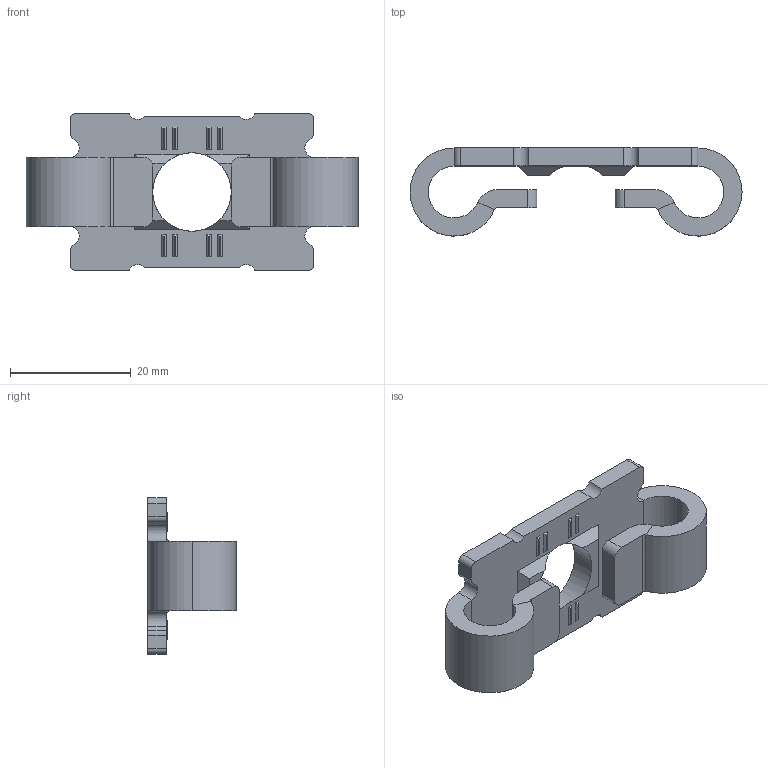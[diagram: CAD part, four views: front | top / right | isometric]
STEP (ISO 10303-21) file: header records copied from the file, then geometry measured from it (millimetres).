
FILE_DESCRIPTION (( 'STEP AP214' ), '1' );
FILE_NAME ('092040n12.STEP', '2014-08-21T10:10:13', ( '' ), ( '' ), 'SwSTEP 2.0', 'SolidWorks 2014', '' );
FILE_SCHEMA (( 'AUTOMOTIVE_DESIGN' ));
Length unit declared in the file: millimetre
Products named in the file (1): 092040n12
Bounding box: 55 x 14.6 x 26 mm (x, y, z)
Volume: 4965.3 mm3; surface area: 4332.8 mm2
Topology: 1 solids, 1 shells, 117 faces, 302 edges, 196 vertices
Faces by surface type: plane 79, cylinder 38
Entity records: 3586 total; most frequent: CARTESIAN_POINT 628, DIRECTION 614, ORIENTED_EDGE 604, EDGE_CURVE 302, VECTOR 218, LINE 218, AXIS2_PLACEMENT_3D 198, VERTEX_POINT 196
